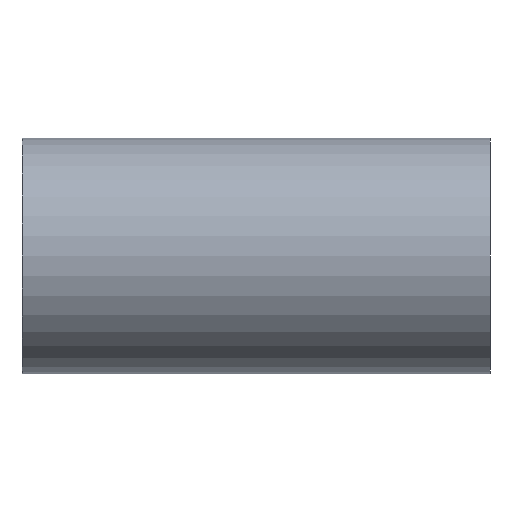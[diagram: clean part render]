
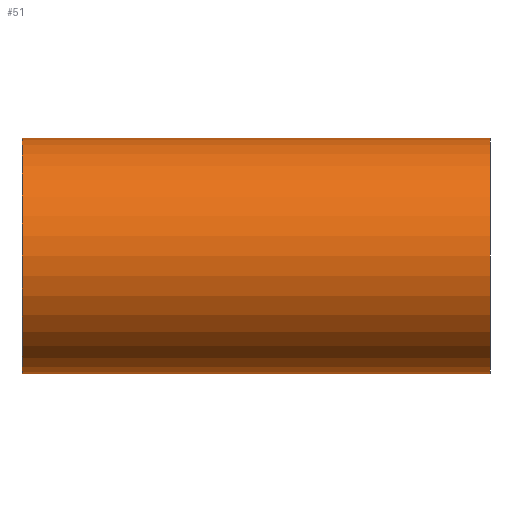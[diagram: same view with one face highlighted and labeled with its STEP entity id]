
A CAD part, front view. The second image highlights one B-rep face of the part: STEP entity #51.
In plain terms, the highlighted cylindrical face has radius 34 mm (diameter 68 mm), a partial arc.
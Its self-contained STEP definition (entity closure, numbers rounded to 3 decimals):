
#1 = CIRCLE ( 'NONE', #91, 34. ) ;
#8 = EDGE_CURVE ( 'NONE', #146, #72, #1, .T. ) ;
#13 = DIRECTION ( 'NONE',  ( -1., 0., 0. ) ) ;
#15 = ORIENTED_EDGE ( 'NONE', *, *, #223, .F. ) ;
#18 = AXIS2_PLACEMENT_3D ( 'NONE', #63, #13, #67 ) ;
#22 = DIRECTION ( 'NONE',  ( -1., 0., 0. ) ) ;
#23 = CARTESIAN_POINT ( 'NONE',  ( 67.5, 0., -34. ) ) ;
#37 = ORIENTED_EDGE ( 'NONE', *, *, #149, .T. ) ;
#40 = CARTESIAN_POINT ( 'NONE',  ( -125.048, 0., 0. ) ) ;
#43 = CARTESIAN_POINT ( 'NONE',  ( -67.5, 0., -34. ) ) ;
#51 = ADVANCED_FACE ( 'NONE', ( #204 ), #143, .T. ) ;
#59 = CARTESIAN_POINT ( 'NONE',  ( -125.048, 0., -34. ) ) ;
#63 = CARTESIAN_POINT ( 'NONE',  ( -67.5, 0., 0. ) ) ;
#67 = DIRECTION ( 'NONE',  ( 0., 0., 1. ) ) ;
#70 = ORIENTED_EDGE ( 'NONE', *, *, #8, .T. ) ;
#72 = VERTEX_POINT ( 'NONE', #239 ) ;
#84 = LINE ( 'NONE', #186, #126 ) ;
#85 = CARTESIAN_POINT ( 'NONE',  ( -67.5, 0., 34. ) ) ;
#91 = AXIS2_PLACEMENT_3D ( 'NONE', #95, #151, #112 ) ;
#95 = CARTESIAN_POINT ( 'NONE',  ( 67.5, 0., 0. ) ) ;
#99 = DIRECTION ( 'NONE',  ( -1., 0., 0. ) ) ;
#112 = DIRECTION ( 'NONE',  ( 0., 0., 1. ) ) ;
#116 = VECTOR ( 'NONE', #22, 1000. ) ;
#121 = LINE ( 'NONE', #59, #116 ) ;
#126 = VECTOR ( 'NONE', #99, 1000. ) ;
#131 = ORIENTED_EDGE ( 'NONE', *, *, #170, .F. ) ;
#138 = CIRCLE ( 'NONE', #18, 34. ) ;
#143 = CYLINDRICAL_SURFACE ( 'NONE', #153, 34. ) ;
#146 = VERTEX_POINT ( 'NONE', #23 ) ;
#149 = EDGE_CURVE ( 'NONE', #72, #231, #84, .T. ) ;
#151 = DIRECTION ( 'NONE',  ( -1., 0., 0. ) ) ;
#153 = AXIS2_PLACEMENT_3D ( 'NONE', #40, #165, #236 ) ;
#165 = DIRECTION ( 'NONE',  ( -1., 0., 0. ) ) ;
#170 = EDGE_CURVE ( 'NONE', #188, #231, #138, .T. ) ;
#186 = CARTESIAN_POINT ( 'NONE',  ( -125.048, 0., 34. ) ) ;
#188 = VERTEX_POINT ( 'NONE', #43 ) ;
#190 = EDGE_LOOP ( 'NONE', ( #15, #70, #37, #131 ) ) ;
#204 = FACE_OUTER_BOUND ( 'NONE', #190, .T. ) ;
#223 = EDGE_CURVE ( 'NONE', #146, #188, #121, .T. ) ;
#231 = VERTEX_POINT ( 'NONE', #85 ) ;
#236 = DIRECTION ( 'NONE',  ( 0., 0., 1. ) ) ;
#239 = CARTESIAN_POINT ( 'NONE',  ( 67.5, 0., 34. ) ) ;
